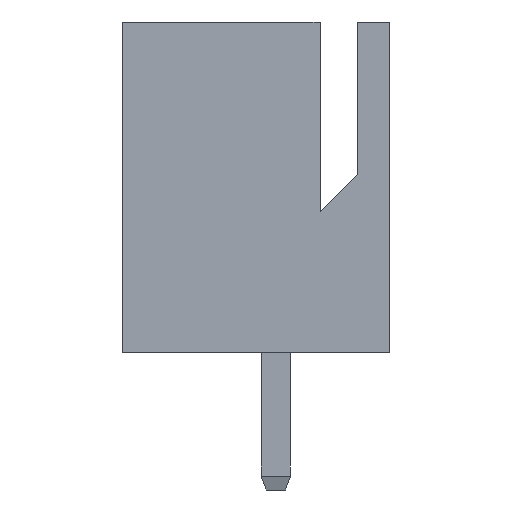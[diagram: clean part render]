
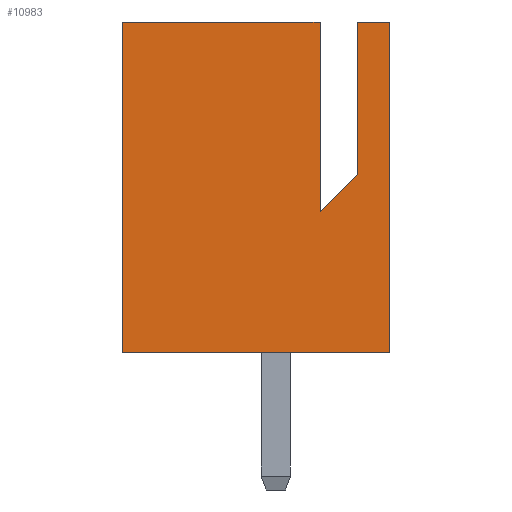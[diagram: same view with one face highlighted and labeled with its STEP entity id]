
A CAD part, left-side view. The second image highlights one B-rep face of the part: STEP entity #10983.
In plain terms, the highlighted planar face has unit normal (-1, 0, 0).
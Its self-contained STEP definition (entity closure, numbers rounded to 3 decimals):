
#663=ORIENTED_EDGE('',*,*,#2853,.T.);
#664=ORIENTED_EDGE('',*,*,#2854,.T.);
#665=ORIENTED_EDGE('',*,*,#2855,.T.);
#666=ORIENTED_EDGE('',*,*,#2680,.T.);
#667=ORIENTED_EDGE('',*,*,#2852,.F.);
#668=ORIENTED_EDGE('',*,*,#2687,.F.);
#669=ORIENTED_EDGE('',*,*,#2611,.T.);
#670=ORIENTED_EDGE('',*,*,#2856,.T.);
#2611=EDGE_CURVE('',#3742,#3741,#4453,.T.);
#2680=EDGE_CURVE('',#3765,#3806,#4522,.T.);
#2687=EDGE_CURVE('',#3742,#3812,#4529,.T.);
#2852=EDGE_CURVE('',#3812,#3806,#4694,.T.);
#2853=EDGE_CURVE('',#3935,#3936,#4695,.T.);
#2854=EDGE_CURVE('',#3936,#3937,#4696,.T.);
#2855=EDGE_CURVE('',#3937,#3765,#4697,.T.);
#2856=EDGE_CURVE('',#3741,#3935,#4698,.T.);
#3741=VERTEX_POINT('',#13636);
#3742=VERTEX_POINT('',#13638);
#3765=VERTEX_POINT('',#13692);
#3806=VERTEX_POINT('',#13775);
#3812=VERTEX_POINT('',#13790);
#3935=VERTEX_POINT('',#14110);
#3936=VERTEX_POINT('',#14111);
#3937=VERTEX_POINT('',#14113);
#4453=LINE('',#13637,#5319);
#4522=LINE('',#13776,#5388);
#4529=LINE('',#13789,#5395);
#4694=LINE('',#14107,#5560);
#4695=LINE('',#14109,#5561);
#4696=LINE('',#14112,#5562);
#4697=LINE('',#14114,#5563);
#4698=LINE('',#14115,#5564);
#5319=VECTOR('',#11893,1000.);
#5388=VECTOR('',#11972,1000.);
#5395=VECTOR('',#11981,1000.);
#5560=VECTOR('',#12206,1000.);
#5561=VECTOR('',#12209,1000.);
#5562=VECTOR('',#12210,1000.);
#5563=VECTOR('',#12211,1000.);
#5564=VECTOR('',#12212,1000.);
#6217=EDGE_LOOP('',(#663,#664,#665,#666,#667,#668,#669,#670));
#6719=FACE_BOUND('',#6217,.T.);
#7221=PLANE('',#11483);
#10983=ADVANCED_FACE('',(#6719),#7221,.T.);
#11483=AXIS2_PLACEMENT_3D('',#14108,#12207,#12208);
#11893=DIRECTION('',(0.,1.,0.));
#11972=DIRECTION('',(0.,0.,-1.));
#11981=DIRECTION('',(0.,0.,-1.));
#12206=DIRECTION('',(0.,1.,0.));
#12207=DIRECTION('',(-1.,0.,0.));
#12208=DIRECTION('',(0.,0.,1.));
#12209=DIRECTION('',(0.,0.707,-0.707));
#12210=DIRECTION('',(0.,0.,1.));
#12211=DIRECTION('',(0.,1.,0.));
#12212=DIRECTION('',(0.,0.,-1.));
#13636=CARTESIAN_POINT('',(-14.837,-1.778,7.214));
#13637=CARTESIAN_POINT('',(-14.837,-2.489,7.214));
#13638=CARTESIAN_POINT('',(-14.837,-2.489,7.214));
#13692=CARTESIAN_POINT('',(-14.837,3.353,7.214));
#13775=CARTESIAN_POINT('',(-14.837,3.353,0.));
#13776=CARTESIAN_POINT('',(-14.837,3.353,0.711));
#13789=CARTESIAN_POINT('',(-14.837,-2.489,0.711));
#13790=CARTESIAN_POINT('',(-14.837,-2.489,0.));
#14107=CARTESIAN_POINT('',(-14.837,-2.489,0.));
#14108=CARTESIAN_POINT('',(-14.837,-2.489,0.711));
#14109=CARTESIAN_POINT('',(-14.837,-1.778,3.886));
#14110=CARTESIAN_POINT('',(-14.837,-1.778,3.886));
#14111=CARTESIAN_POINT('',(-14.837,-0.965,3.073));
#14112=CARTESIAN_POINT('',(-14.837,-0.965,3.073));
#14113=CARTESIAN_POINT('',(-14.837,-0.965,7.214));
#14114=CARTESIAN_POINT('',(-14.837,-2.489,7.214));
#14115=CARTESIAN_POINT('',(-14.837,-1.778,7.214));
